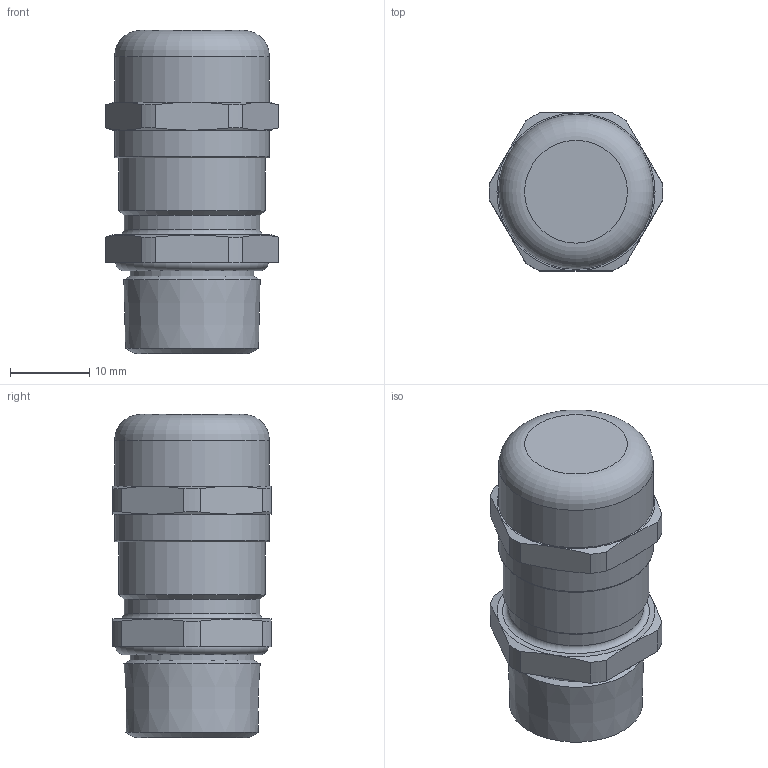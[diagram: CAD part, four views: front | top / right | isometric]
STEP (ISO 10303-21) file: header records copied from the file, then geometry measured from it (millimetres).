
FILE_DESCRIPTION((''),'2;1');
FILE_NAME('BNBC-01S.stp','2012-09-26T11:22:36',('mustafa'),(''),'Autodesk Inventor 2013','Autodesk Inventor 2013','');
FILE_SCHEMA(('AUTOMOTIVE_DESIGN { 1 0 10303 214 1 1 1 1 }'));
Length unit declared in the file: inch
Products named in the file (1): NPT 3-8 METAL RAKOR (PG11)(5-10)_Shrinkwrap_1
Bounding box: 21.99 x 20 x 40.86 mm (x, y, z)
Volume: 11194.5 mm3; surface area: 3203.8 mm2
Topology: 1 solids, 1 shells, 62 faces, 146 edges, 91 vertices
Faces by surface type: cone 23, plane 19, cylinder 16, torus 4
Full cylindrical faces by diameter (mm): 17.16 x1, 18.5 x1, 19.6 x2
Entity records: 1733 total; most frequent: CARTESIAN_POINT 355, DIRECTION 280, ORIENTED_EDGE 262, EDGE_CURVE 131, AXIS2_PLACEMENT_3D 122, VERTEX_POINT 89, EDGE_LOOP 80, FACE_OUTER_BOUND 62
